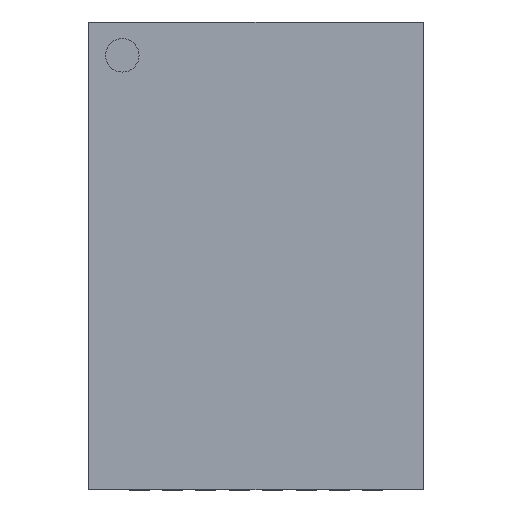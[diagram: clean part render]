
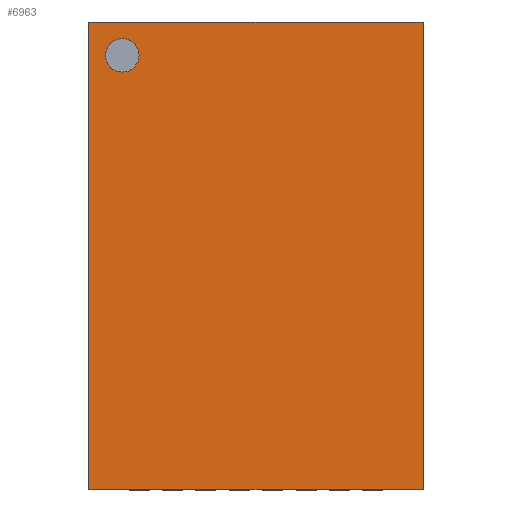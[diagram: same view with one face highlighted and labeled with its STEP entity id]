
A CAD part, top view. The second image highlights one B-rep face of the part: STEP entity #6963.
In plain terms, the highlighted planar face has unit normal (0, 0, 1).
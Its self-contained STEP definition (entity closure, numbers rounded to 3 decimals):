
#104=FACE_BOUND('',#1027,.T.);
#232=PLANE('',#7506);
#608=FACE_OUTER_BOUND('',#1026,.T.);
#1026=EDGE_LOOP('',(#5721,#5722,#5723,#5724));
#1027=EDGE_LOOP('',(#5725));
#1649=LINE('',#10762,#2473);
#1661=LINE('',#10777,#2485);
#1687=LINE('',#10814,#2511);
#1689=LINE('',#10817,#2513);
#2473=VECTOR('',#8693,7.);
#2485=VECTOR('',#8707,5.);
#2511=VECTOR('',#8745,7.);
#2513=VECTOR('',#8749,5.);
#3007=CIRCLE('',#7502,0.25);
#3411=VERTEX_POINT('',#10759);
#3412=VERTEX_POINT('',#10761);
#3414=VERTEX_POINT('',#10776);
#3418=VERTEX_POINT('',#10809);
#3419=VERTEX_POINT('',#10813);
#4201=EDGE_CURVE('',#3412,#3411,#1649,.T.);
#4213=EDGE_CURVE('',#3414,#3412,#1661,.T.);
#4240=EDGE_CURVE('',#3418,#3418,#3007,.T.);
#4241=EDGE_CURVE('',#3419,#3414,#1687,.T.);
#4243=EDGE_CURVE('',#3411,#3419,#1689,.T.);
#5721=ORIENTED_EDGE('',*,*,#4243,.T.);
#5722=ORIENTED_EDGE('',*,*,#4241,.T.);
#5723=ORIENTED_EDGE('',*,*,#4213,.T.);
#5724=ORIENTED_EDGE('',*,*,#4201,.T.);
#5725=ORIENTED_EDGE('',*,*,#4240,.T.);
#6963=ADVANCED_FACE('',(#608,#104),#232,.T.);
#7502=AXIS2_PLACEMENT_3D('',#10810,#8739,#8740);
#7506=AXIS2_PLACEMENT_3D('',#10818,#8750,#8751);
#8693=DIRECTION('',(0.,1.,0.));
#8707=DIRECTION('',(1.,0.,0.));
#8739=DIRECTION('center_axis',(0.,0.,-1.));
#8740=DIRECTION('ref_axis',(-1.,0.,0.));
#8745=DIRECTION('',(0.,-1.,0.));
#8749=DIRECTION('',(-1.,0.,0.));
#8750=DIRECTION('center_axis',(0.,0.,1.));
#8751=DIRECTION('ref_axis',(1.,0.,0.));
#10759=CARTESIAN_POINT('',(2.5,3.5,1.5));
#10761=CARTESIAN_POINT('',(2.5,-3.5,1.5));
#10762=CARTESIAN_POINT('',(2.5,-3.5,1.5));
#10776=CARTESIAN_POINT('',(-2.5,-3.5,1.5));
#10777=CARTESIAN_POINT('',(-3.5,-3.5,1.5));
#10809=CARTESIAN_POINT('',(-1.75,3.,1.5));
#10810=CARTESIAN_POINT('Origin',(-2.,3.,1.5));
#10813=CARTESIAN_POINT('',(-2.5,3.5,1.5));
#10814=CARTESIAN_POINT('',(-2.5,3.5,1.5));
#10817=CARTESIAN_POINT('',(3.5,3.5,1.5));
#10818=CARTESIAN_POINT('Origin',(0.,0.,1.5));
